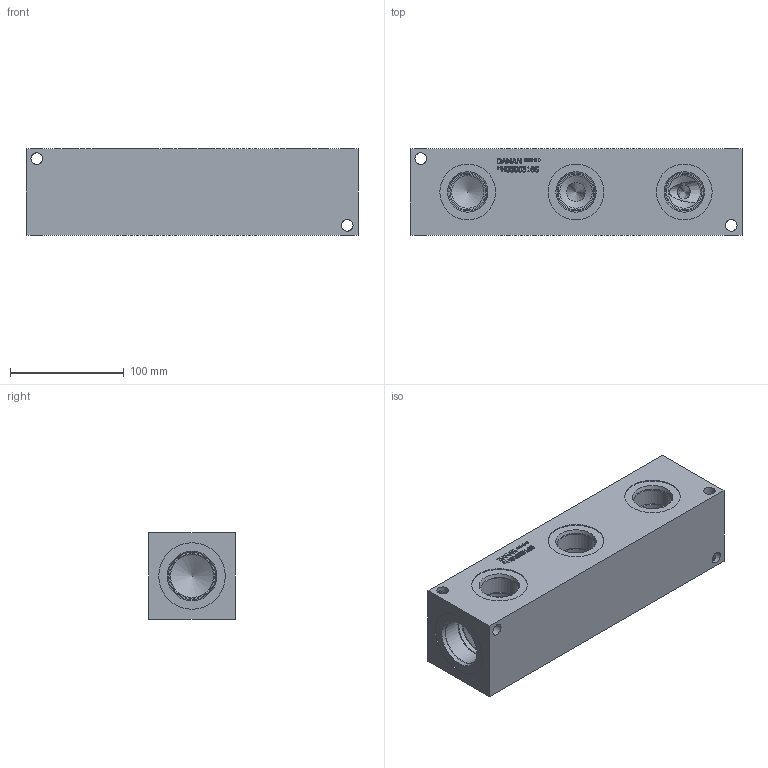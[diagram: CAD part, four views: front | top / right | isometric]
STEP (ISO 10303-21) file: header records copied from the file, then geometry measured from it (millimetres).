
FILE_DESCRIPTION(/* description */ (''),/* implementation_level */ '2;1');
FILE_NAME(/* name */ '_H0000316S.stp',/* time_stamp */ '2020-03-09T16:56:35-04:00',/* author */ ('devonn'),/* organization */ (''),/* preprocessor_version */ 'ST-DEVELOPER v17',/* originating_system */ 'Autodesk Inventor 2019',/* authorisation */ '');
FILE_SCHEMA (('AUTOMOTIVE_DESIGN { 1 0 10303 214 3 1 1 }'));
Length unit declared in the file: millimetre
Products named in the file (1): Part_AH0000316S_3D
Bounding box: 292.1 x 76.2 x 76.2 mm (x, y, z)
Volume: 1499641.8 mm3; surface area: 127298.2 mm2
Topology: 1 solids, 1 shells, 392 faces, 1066 edges, 709 vertices
Faces by surface type: plane 220, bspline 111, cylinder 35, cone 26
Full cylindrical faces by diameter (mm): 10.312 x8, 28.575 x3, 31.267 x3, 33.34 x1, 33.35 x2, 33.757 x3, 35.509 x2, 38.1 x2, 39.218 x2, 41.275 x1, 41.28 x1, 41.758 x1, 43.51 x1, 49.124 x3, 58.572 x2
Entity records: 13342 total; most frequent: CARTESIAN_POINT 3739, ORIENTED_EDGE 2122, DIRECTION 1514, EDGE_CURVE 1061, LINE 712, VECTOR 712, VERTEX_POINT 709, EDGE_LOOP 444
